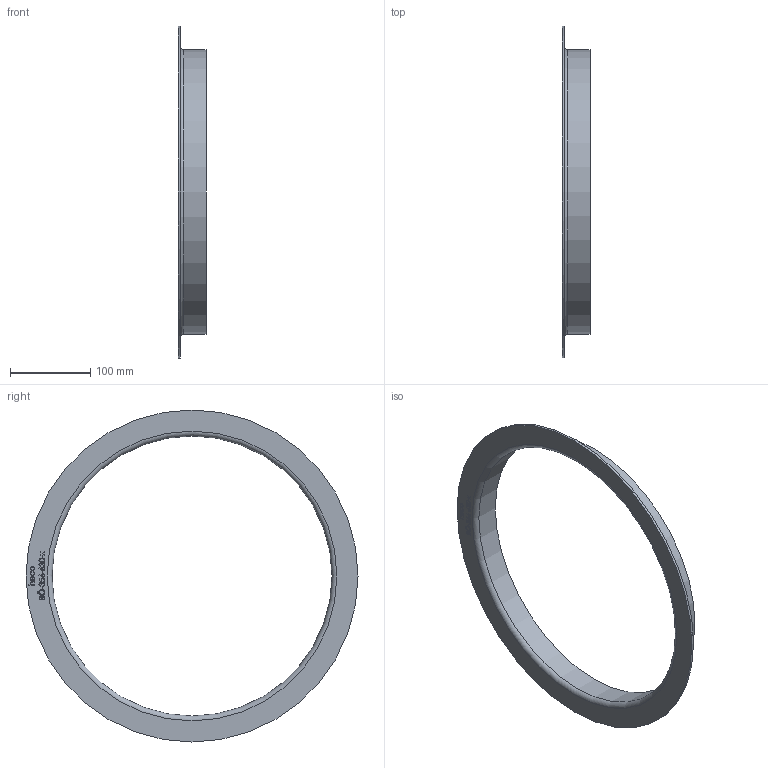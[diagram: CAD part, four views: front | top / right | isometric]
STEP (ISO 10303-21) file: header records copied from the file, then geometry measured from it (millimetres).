
FILE_DESCRIPTION (( 'STEP AP214' ), '1' );
FILE_NAME ('BÖ-356-630-x Vorschweissbördel 2011.STEP', '2020-11-25T12:06:30', ( '' ), ( '' ), 'SwSTEP 2.0', 'SolidWorks 2019', '' );
FILE_SCHEMA (( 'AUTOMOTIVE_DESIGN' ));
Length unit declared in the file: millimetre
Products named in the file (1): BÖ-356-630-x Vorschweissbördel 2011
Bounding box: 35 x 415 x 415 mm (x, y, z)
Volume: 218918.4 mm3; surface area: 151580.4 mm2
Topology: 1 solids, 1 shells, 221 faces, 575 edges, 383 vertices
Faces by surface type: bspline 123, plane 93, cylinder 3, torus 2
Full cylindrical faces by diameter (mm): 350 x1, 356 x1, 415 x1
Entity records: 15566 total; most frequent: CARTESIAN_POINT 8712, ORIENTED_EDGE 1138, EDGE_CURVE 569, DIRECTION 529, VERTEX_POINT 382, LINE 315, VECTOR 315, EDGE_LOOP 255
